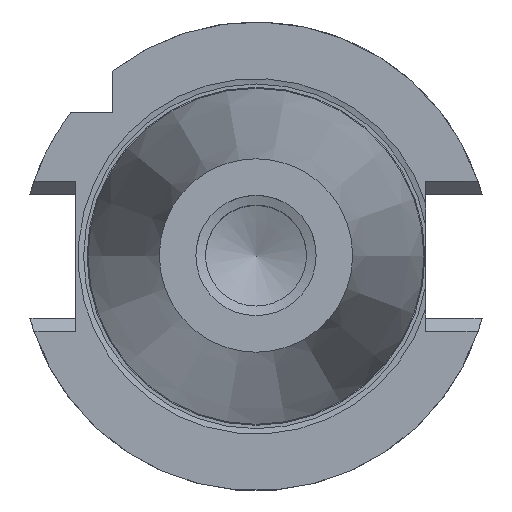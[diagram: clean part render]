
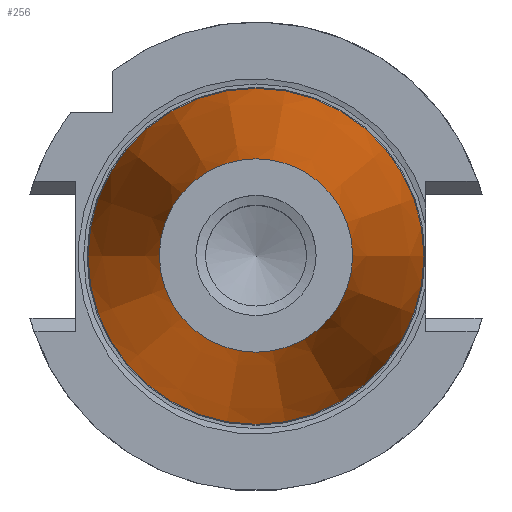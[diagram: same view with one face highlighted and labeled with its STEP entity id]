
A CAD part, top view. The second image highlights one B-rep face of the part: STEP entity #256.
In plain terms, the highlighted conical face has half-angle 8.298 degrees and reference radius 20.107 mm.
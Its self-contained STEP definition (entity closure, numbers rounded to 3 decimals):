
#239=CONICAL_SURFACE('',#996,20.107,8.298);
#256=ADVANCED_FACE('',(#333,#334),#239,.T.);
#333=FACE_BOUND('',#377,.T.);
#334=FACE_BOUND('',#378,.T.);
#377=EDGE_LOOP('',(#456));
#378=EDGE_LOOP('',(#457));
#456=ORIENTED_EDGE('',*,*,#797,.T.);
#457=ORIENTED_EDGE('',*,*,#795,.F.);
#703=VERTEX_POINT('',#1391);
#705=VERTEX_POINT('',#1397);
#795=EDGE_CURVE('',#703,#703,#921,.T.);
#797=EDGE_CURVE('',#705,#705,#923,.T.);
#921=CIRCLE('',#990,34.925);
#923=CIRCLE('',#994,20.107);
#990=AXIS2_PLACEMENT_3D('',#1390,#1110,#1111);
#994=AXIS2_PLACEMENT_3D('',#1396,#1118,#1119);
#996=AXIS2_PLACEMENT_3D('',#1399,#1122,#1123);
#1110=DIRECTION('',(0.,0.,-1.));
#1111=DIRECTION('',(-1.,0.,0.));
#1118=DIRECTION('',(0.,0.,-1.));
#1119=DIRECTION('',(-1.,0.,0.));
#1122=DIRECTION('',(0.,0.,-1.));
#1123=DIRECTION('',(-1.,0.,0.));
#1390=CARTESIAN_POINT('',(0.,0.,0.));
#1391=CARTESIAN_POINT('',(-34.925,0.,0.));
#1396=CARTESIAN_POINT('',(0.,0.,101.6));
#1397=CARTESIAN_POINT('',(-20.107,0.,101.6));
#1399=CARTESIAN_POINT('',(0.,0.,101.6));
